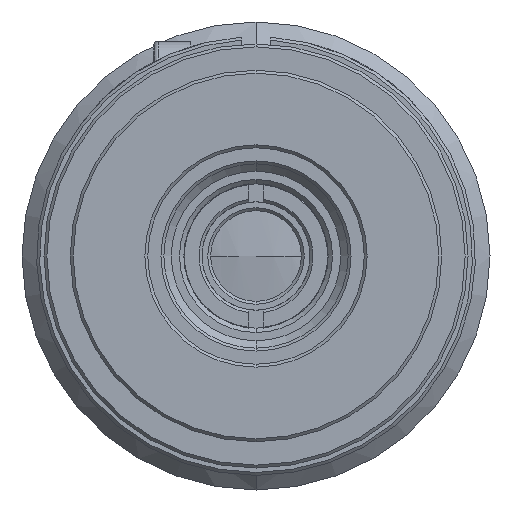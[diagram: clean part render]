
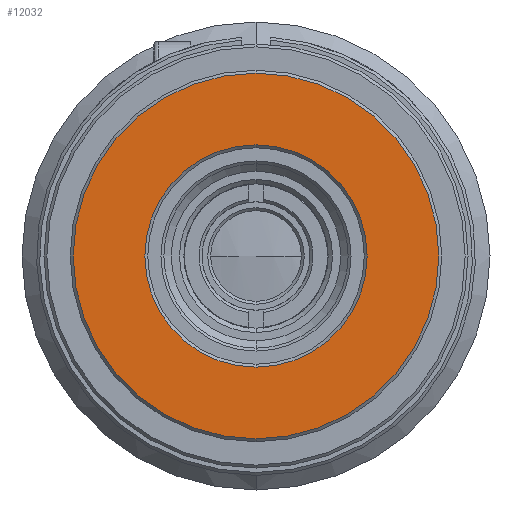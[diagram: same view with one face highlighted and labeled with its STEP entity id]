
A CAD part, front view. The second image highlights one B-rep face of the part: STEP entity #12032.
In plain terms, the highlighted planar face has unit normal (0, -1, 0).
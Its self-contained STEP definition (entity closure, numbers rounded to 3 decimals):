
#11187=CARTESIAN_POINT('',(0.,-4.,0.));
#11188=DIRECTION('',(0.,-1.,0.));
#11189=DIRECTION('',(0.,0.,1.));
#11190=AXIS2_PLACEMENT_3D('',#11187,#11188,#11189);
#11192=CARTESIAN_POINT('',(0.,-4.,0.));
#11193=DIRECTION('',(0.,1.,0.));
#11194=DIRECTION('',(0.,0.,1.));
#11195=AXIS2_PLACEMENT_3D('',#11192,#11193,#11194);
#11197=CARTESIAN_POINT('',(0.,-4.,0.));
#11198=DIRECTION('',(0.,1.,0.));
#11199=DIRECTION('',(0.,0.,1.));
#11200=AXIS2_PLACEMENT_3D('',#11197,#11198,#11199);
#11210=CARTESIAN_POINT('',(0.,-4.,0.));
#11211=DIRECTION('',(0.,-1.,0.));
#11212=DIRECTION('',(0.,0.,1.));
#11213=AXIS2_PLACEMENT_3D('',#11210,#11211,#11212);
#11319=CARTESIAN_POINT('',(0.,-4.,12.5));
#11320=VERTEX_POINT('',#11319);
#11321=CARTESIAN_POINT('',(0.,-4.,7.6));
#11323=VERTEX_POINT('',#11321);
#11353=CARTESIAN_POINT('',(0.,-4.,-12.5));
#11354=VERTEX_POINT('',#11353);
#11355=CARTESIAN_POINT('',(0.,-4.,-7.6));
#11357=VERTEX_POINT('',#11355);
#12017=CARTESIAN_POINT('',(0.,-4.,0.));
#12018=DIRECTION('',(0.,1.,0.));
#12019=DIRECTION('',(0.,0.,-1.));
#12020=AXIS2_PLACEMENT_3D('',#12017,#12018,#12019);
#12021=PLANE('',#12020);
#12022=ORIENTED_EDGE('',*,*,#12010,.F.);
#12023=ORIENTED_EDGE('',*,*,#11999,.T.);
#12024=EDGE_LOOP('',(#12022,#12023));
#12025=FACE_OUTER_BOUND('',#12024,.F.);
#12027=ORIENTED_EDGE('',*,*,#12026,.F.);
#12029=ORIENTED_EDGE('',*,*,#12028,.T.);
#12030=EDGE_LOOP('',(#12027,#12029));
#12031=FACE_BOUND('',#12030,.F.);
#11191=CIRCLE('',#11190,12.5);
#11196=CIRCLE('',#11195,12.5);
#11201=CIRCLE('',#11200,7.6);
#11214=CIRCLE('',#11213,7.6);
#11999=EDGE_CURVE('',#11320,#11354,#11196,.T.);
#12010=EDGE_CURVE('',#11320,#11354,#11191,.T.);
#12026=EDGE_CURVE('',#11323,#11357,#11201,.T.);
#12028=EDGE_CURVE('',#11323,#11357,#11214,.T.);
#12032=ADVANCED_FACE('',(#12025,#12031),#12021,.F.);
